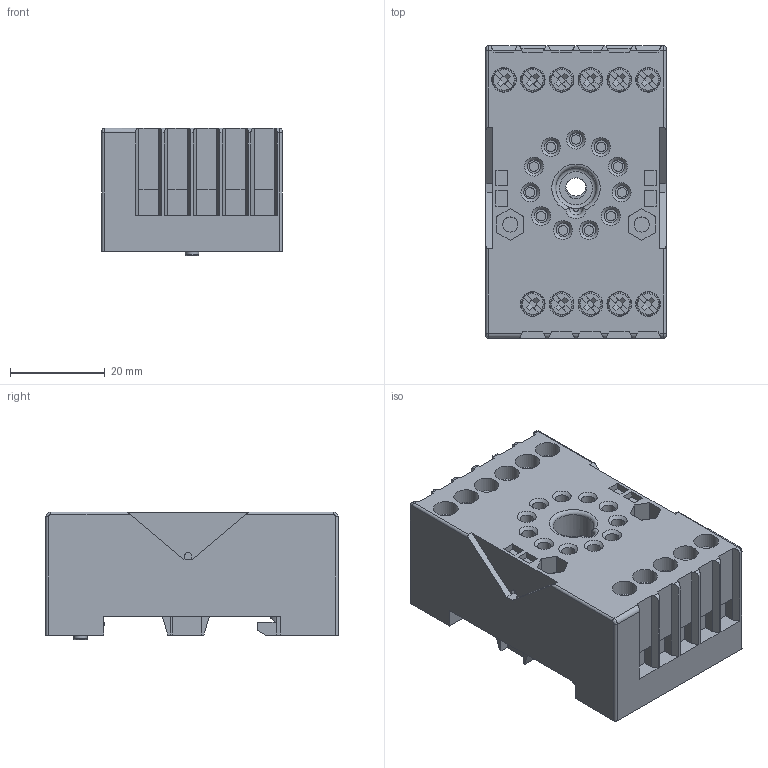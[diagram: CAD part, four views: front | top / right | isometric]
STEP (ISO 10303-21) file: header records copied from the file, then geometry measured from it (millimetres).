
FILE_DESCRIPTION(/* description */ (''),/* implementation_level */ '2;1');
FILE_NAME(/* name */ '3d_HR7XS2.stp',/* time_stamp */ '2018-11-13T08:10:37+01:00',/* author */ ('Andrzej'),/* organization */ (''),/* preprocessor_version */ 'ST-DEVELOPER v16.13',/* originating_system */ 'AutoCAD Mechanical',/* authorisation */ '');
FILE_SCHEMA (('AUTOMOTIVE_DESIGN { 1 0 10303 214 3 1 1 }'));
Length unit declared in the file: millimetre
Products named in the file (1): Product
Bounding box: 38.1 x 61.8 x 27 mm (x, y, z)
Volume: 50159.8 mm3; surface area: 15112 mm2
Topology: 1 solids, 1 shells, 564 faces, 1392 edges, 888 vertices
Faces by surface type: plane 411, cylinder 100, sphere 22, torus 15, cone 11, bspline 5
Full cylindrical faces by diameter (mm): 2 x11, 2.8 x12, 3.2 x2, 4.4 x1, 4.8 x11, 5.2 x11, 8.6 x1
Entity records: 15891 total; most frequent: CARTESIAN_POINT 2798, DIRECTION 2732, ORIENTED_EDGE 2564, EDGE_CURVE 1282, LINE 944, VECTOR 944, AXIS2_PLACEMENT_3D 894, VERTEX_POINT 851
